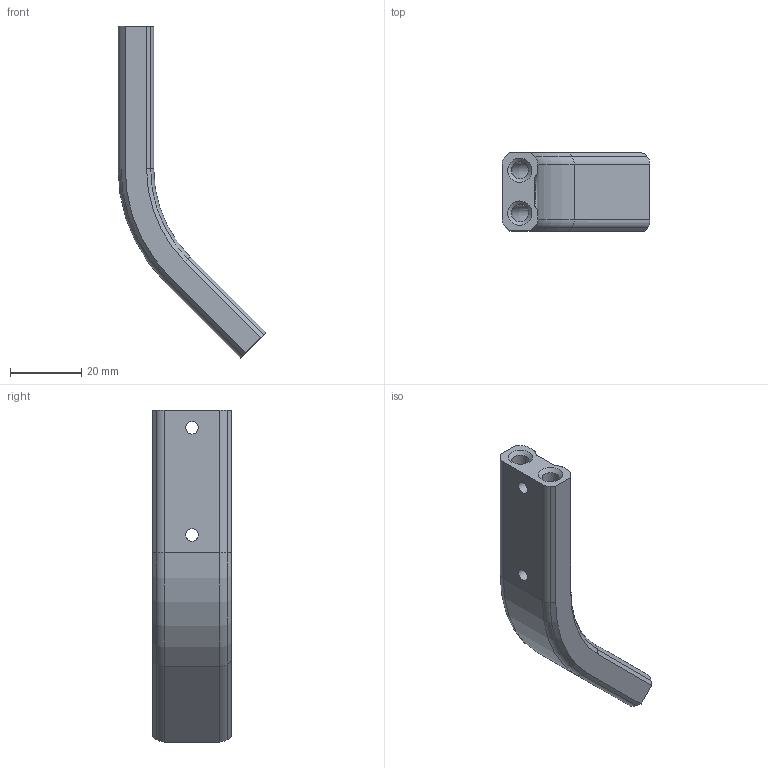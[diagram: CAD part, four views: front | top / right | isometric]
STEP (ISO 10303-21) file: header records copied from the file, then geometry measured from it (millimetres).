
FILE_DESCRIPTION(/* description */ (''),/* implementation_level */ '2;1');
FILE_NAME(/* name */ 'External Spool PTFE Mount.step',/* time_stamp */ '2024-11-14T21:27:59-08:00',/* author */ (''),/* organization */ (''),/* preprocessor_version */ 'ST-DEVELOPER v20',/* originating_system */ 'Autodesk Translation Framework v13.20.0.188',/* authorisation */ '');
FILE_SCHEMA (('AUTOMOTIVE_DESIGN { 1 0 10303 214 3 1 1 }'));
Length unit declared in the file: millimetre
Products named in the file (1): PTFE Mount (External Spool)
Bounding box: 41.46 x 22 x 93.03 mm (x, y, z)
Volume: 17682.9 mm3; surface area: 9428.2 mm2
Topology: 1 solids, 1 shells, 59 faces, 143 edges, 88 vertices
Faces by surface type: cylinder 22, plane 20, torus 8, cone 6, bspline 3
Full cylindrical faces by diameter (mm): 2.5 x2, 3.5 x2, 4.8 x4
Entity records: 2246 total; most frequent: CARTESIAN_POINT 785, DIRECTION 315, ORIENTED_EDGE 286, EDGE_CURVE 143, AXIS2_PLACEMENT_3D 122, VERTEX_POINT 88, LINE 71, VECTOR 71
